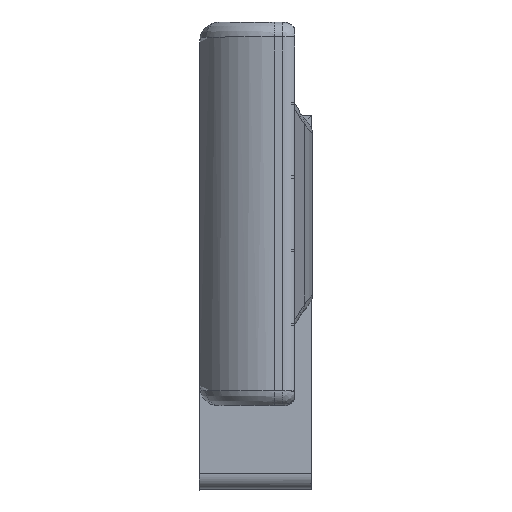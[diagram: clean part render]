
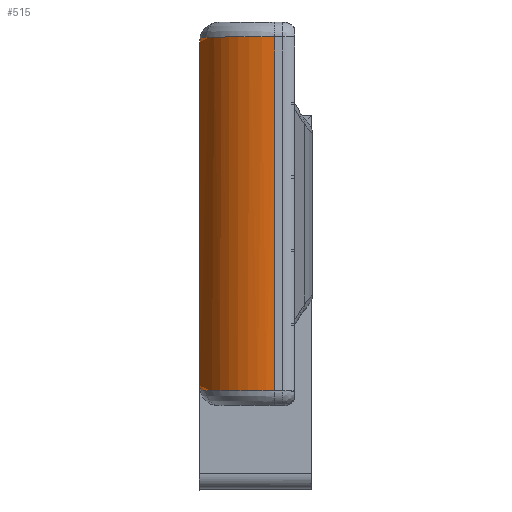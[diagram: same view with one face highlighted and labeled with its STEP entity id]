
A CAD part, top view. The second image highlights one B-rep face of the part: STEP entity #515.
In plain terms, the highlighted free-form (B-spline) face has degree [2, 1] with [9, 2] control points.
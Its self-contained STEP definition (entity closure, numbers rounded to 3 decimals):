
#515=ADVANCED_FACE('',(#975),#7273,.T.);
#975=FACE_OUTER_BOUND('',#1487,.T.);
#1487=EDGE_LOOP('',(#3639,#3640,#3641,#3642,#3643,#3644));
#3639=ORIENTED_EDGE('',*,*,#5008,.F.);
#3640=ORIENTED_EDGE('',*,*,#4871,.T.);
#3641=ORIENTED_EDGE('',*,*,#4875,.T.);
#3642=ORIENTED_EDGE('',*,*,#4803,.F.);
#3643=ORIENTED_EDGE('',*,*,#4853,.T.);
#3644=ORIENTED_EDGE('',*,*,#4850,.T.);
#4803=EDGE_CURVE('',#6884,#6885,#6140,.T.);
#4850=EDGE_CURVE('',#6914,#6866,#5464,.T.);
#4853=EDGE_CURVE('',#6884,#6914,#6162,.T.);
#4871=EDGE_CURVE('',#6871,#6915,#5481,.T.);
#4875=EDGE_CURVE('',#6915,#6885,#6166,.T.);
#5008=EDGE_CURVE('',#6871,#6866,#6227,.T.);
#5464=(
BOUNDED_CURVE()
B_SPLINE_CURVE(2,(#18619,#18620,#18621),.UNSPECIFIED.,.F.,.F.)
B_SPLINE_CURVE_WITH_KNOTS((3,3),(0.,28.949),.UNSPECIFIED.)
CURVE()
GEOMETRIC_REPRESENTATION_ITEM()
RATIONAL_B_SPLINE_CURVE((1.,0.837,1.))
REPRESENTATION_ITEM('')
);
#5481=(
BOUNDED_CURVE()
B_SPLINE_CURVE(2,(#18694,#18695,#18696),.UNSPECIFIED.,.F.,.F.)
B_SPLINE_CURVE_WITH_KNOTS((3,3),(0.,28.949),.UNSPECIFIED.)
CURVE()
GEOMETRIC_REPRESENTATION_ITEM()
RATIONAL_B_SPLINE_CURVE((1.,0.837,1.))
REPRESENTATION_ITEM('')
);
#6140=B_SPLINE_CURVE_WITH_KNOTS('',1,(#18402,#18403),.UNSPECIFIED.,.F.,
 .F.,(2,2),(0.,114.639),.UNSPECIFIED.);
#6162=B_SPLINE_CURVE_WITH_KNOTS('',3,(#18628,#18629,#18630,#18631,#18632,
#18633,#18634,#18635,#18636,#18637),.UNSPECIFIED.,.F.,.F.,(4,2,2,2,4),(-10.526,
-5.263,-3.947,-2.631,0.),.UNSPECIFIED.);
#6166=B_SPLINE_CURVE_WITH_KNOTS('',3,(#18706,#18707,#18708,#18709,#18710,
#18711,#18712,#18713,#18714,#18715),.UNSPECIFIED.,.F.,.F.,(4,2,2,2,4),(-10.525,
-5.263,-3.947,-2.631,0.),.UNSPECIFIED.);
#6227=B_SPLINE_CURVE_WITH_KNOTS('',1,(#19238,#19239,#19240,#19241,#19242,
#19243,#19244,#19245,#19246,#19247),.UNSPECIFIED.,.F.,.F.,(2,1,1,1,1,1,
1,1,1,2),(0.,21.814,22.614,46.338,47.138,
70.862,71.662,95.386,96.186,118.),
 .UNSPECIFIED.);
#6866=VERTEX_POINT('',#17969);
#6871=VERTEX_POINT('',#17974);
#6884=VERTEX_POINT('',#17987);
#6885=VERTEX_POINT('',#17988);
#6914=VERTEX_POINT('',#18017);
#6915=VERTEX_POINT('',#18018);
#7273=(
BOUNDED_SURFACE()
B_SPLINE_SURFACE(2,1,((#17240,#17241),(#17242,#17243),(#17244,#17245),(#17246,
#17247),(#17248,#17249),(#17250,#17251),(#17252,#17253),(#17254,#17255),
(#17256,#17257)),.UNSPECIFIED.,.T.,.F.,.F.)
B_SPLINE_SURFACE_WITH_KNOTS((3,2,2,2,3),(2,2),(0.,39.27,78.54,
117.81,157.08),(0.,141.6),.UNSPECIFIED.)
GEOMETRIC_REPRESENTATION_ITEM()
RATIONAL_B_SPLINE_SURFACE(((1.,1.),(0.707,0.707),
(1.,1.),(0.707,0.707),(1.,1.),(0.707,
0.707),(1.,1.),(0.707,0.707),(1.,1.)))
REPRESENTATION_ITEM('')
SURFACE()
);
#17240=CARTESIAN_POINT('',(-1374.941,133.322,-233.8));
#17241=CARTESIAN_POINT('',(-1374.941,274.922,-233.8));
#17242=CARTESIAN_POINT('',(-1374.941,133.322,-258.8));
#17243=CARTESIAN_POINT('',(-1374.941,274.922,-258.8));
#17244=CARTESIAN_POINT('',(-1399.941,133.322,-258.8));
#17245=CARTESIAN_POINT('',(-1399.941,274.922,-258.8));
#17246=CARTESIAN_POINT('',(-1424.941,133.322,-258.8));
#17247=CARTESIAN_POINT('',(-1424.941,274.922,-258.8));
#17248=CARTESIAN_POINT('',(-1424.941,133.322,-233.8));
#17249=CARTESIAN_POINT('',(-1424.941,274.922,-233.8));
#17250=CARTESIAN_POINT('',(-1424.941,133.322,-208.8));
#17251=CARTESIAN_POINT('',(-1424.941,274.922,-208.8));
#17252=CARTESIAN_POINT('',(-1399.941,133.322,-208.8));
#17253=CARTESIAN_POINT('',(-1399.941,274.922,-208.8));
#17254=CARTESIAN_POINT('',(-1374.941,133.322,-208.8));
#17255=CARTESIAN_POINT('',(-1374.941,274.922,-208.8));
#17256=CARTESIAN_POINT('',(-1374.941,133.322,-233.8));
#17257=CARTESIAN_POINT('',(-1374.941,274.922,-233.8));
#17969=CARTESIAN_POINT('',(-1399.941,145.122,-208.8));
#17974=CARTESIAN_POINT('',(-1399.941,263.122,-208.8));
#17987=CARTESIAN_POINT('',(-1424.941,146.803,-233.8));
#17988=CARTESIAN_POINT('',(-1424.941,261.442,-233.8));
#18017=CARTESIAN_POINT('',(-1422.841,145.122,-223.769));
#18018=CARTESIAN_POINT('',(-1422.841,263.122,-223.769));
#18402=CARTESIAN_POINT('',(-1424.941,146.803,-233.8));
#18403=CARTESIAN_POINT('',(-1424.941,261.442,-233.8));
#18619=CARTESIAN_POINT('',(-1422.841,145.122,-223.769));
#18620=CARTESIAN_POINT('',(-1416.284,145.122,-208.8));
#18621=CARTESIAN_POINT('',(-1399.941,145.122,-208.8));
#18628=CARTESIAN_POINT('',(-1424.941,146.803,-233.8));
#18629=CARTESIAN_POINT('',(-1424.941,146.22,-232.137));
#18630=CARTESIAN_POINT('',(-1424.777,145.801,-230.454));
#18631=CARTESIAN_POINT('',(-1424.341,145.456,-228.336));
#18632=CARTESIAN_POINT('',(-1424.242,145.396,-227.91));
#18633=CARTESIAN_POINT('',(-1424.021,145.294,-227.065));
#18634=CARTESIAN_POINT('',(-1423.9,145.252,-226.646));
#18635=CARTESIAN_POINT('',(-1423.503,145.154,-225.397));
#18636=CARTESIAN_POINT('',(-1423.194,145.122,-224.576));
#18637=CARTESIAN_POINT('',(-1422.841,145.122,-223.769));
#18694=CARTESIAN_POINT('',(-1399.941,263.122,-208.8));
#18695=CARTESIAN_POINT('',(-1416.284,263.122,-208.8));
#18696=CARTESIAN_POINT('',(-1422.841,263.122,-223.769));
#18706=CARTESIAN_POINT('',(-1422.841,263.122,-223.769));
#18707=CARTESIAN_POINT('',(-1423.548,263.122,-225.383));
#18708=CARTESIAN_POINT('',(-1424.072,262.999,-227.04));
#18709=CARTESIAN_POINT('',(-1424.51,262.655,-229.157));
#18710=CARTESIAN_POINT('',(-1424.587,262.577,-229.584));
#18711=CARTESIAN_POINT('',(-1424.718,262.401,-230.436));
#18712=CARTESIAN_POINT('',(-1424.772,262.304,-230.861));
#18713=CARTESIAN_POINT('',(-1424.9,261.984,-232.129));
#18714=CARTESIAN_POINT('',(-1424.941,261.733,-232.968));
#18715=CARTESIAN_POINT('',(-1424.941,261.442,-233.8));
#19238=CARTESIAN_POINT('',(-1399.941,263.122,-208.8));
#19239=CARTESIAN_POINT('',(-1399.941,241.308,-208.8));
#19240=CARTESIAN_POINT('',(-1399.941,240.508,-208.8));
#19241=CARTESIAN_POINT('',(-1399.941,216.784,-208.8));
#19242=CARTESIAN_POINT('',(-1399.941,215.984,-208.8));
#19243=CARTESIAN_POINT('',(-1399.941,192.26,-208.8));
#19244=CARTESIAN_POINT('',(-1399.941,191.46,-208.8));
#19245=CARTESIAN_POINT('',(-1399.941,167.737,-208.8));
#19246=CARTESIAN_POINT('',(-1399.941,166.937,-208.8));
#19247=CARTESIAN_POINT('',(-1399.941,145.122,-208.8));
